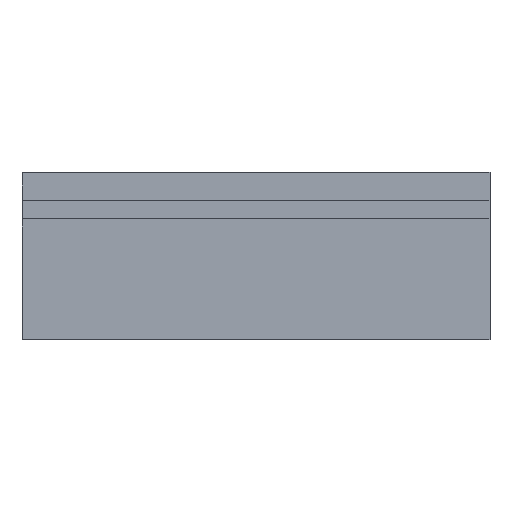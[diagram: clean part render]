
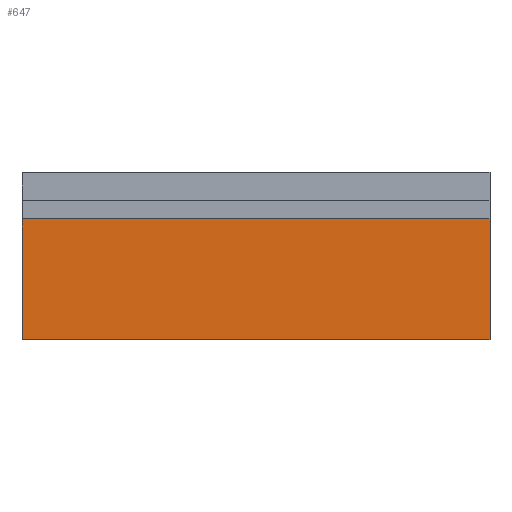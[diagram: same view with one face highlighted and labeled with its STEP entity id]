
A CAD part, front view. The second image highlights one B-rep face of the part: STEP entity #647.
In plain terms, the highlighted planar face has unit normal (0, -1, 0).
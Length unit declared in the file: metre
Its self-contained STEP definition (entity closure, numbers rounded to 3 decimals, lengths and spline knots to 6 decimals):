
#105=FACE_OUTER_BOUND('',#156,.T.);
#156=EDGE_LOOP('',(#586,#587,#588,#589));
#166=LINE('',#929,#228);
#189=LINE('',#981,#251);
#207=LINE('',#1027,#269);
#218=LINE('',#1083,#280);
#228=VECTOR('',#741,0.01);
#251=VECTOR('',#772,0.01);
#269=VECTOR('',#828,0.01);
#280=VECTOR('',#901,0.01);
#288=VERTEX_POINT('',#926);
#289=VERTEX_POINT('',#928);
#313=VERTEX_POINT('',#978);
#314=VERTEX_POINT('',#980);
#347=EDGE_CURVE('',#289,#288,#166,.T.);
#373=EDGE_CURVE('',#313,#314,#189,.T.);
#396=EDGE_CURVE('',#314,#288,#207,.T.);
#421=EDGE_CURVE('',#313,#289,#218,.T.);
#586=ORIENTED_EDGE('',*,*,#347,.T.);
#587=ORIENTED_EDGE('',*,*,#396,.F.);
#588=ORIENTED_EDGE('',*,*,#373,.F.);
#589=ORIENTED_EDGE('',*,*,#421,.T.);
#611=PLANE('',#720);
#647=ADVANCED_FACE('',(#105),#611,.T.);
#720=AXIS2_PLACEMENT_3D('',#1084,#902,#903);
#741=DIRECTION('',(0.,0.,-1.));
#772=DIRECTION('',(0.,0.,-1.));
#828=DIRECTION('',(-1.,0.,0.));
#901=DIRECTION('',(-1.,0.,0.));
#902=DIRECTION('center_axis',(0.,-1.,0.));
#903=DIRECTION('ref_axis',(-1.,0.,0.));
#926=CARTESIAN_POINT('',(-0.011674,-0.590977,-0.14594));
#928=CARTESIAN_POINT('',(-0.011674,-0.590977,-0.136034));
#929=CARTESIAN_POINT('',(-0.011674,-0.590977,-0.130383));
#978=CARTESIAN_POINT('',(0.026745,-0.590977,-0.136034));
#980=CARTESIAN_POINT('',(0.026745,-0.590977,-0.14594));
#981=CARTESIAN_POINT('',(0.026745,-0.590977,-0.13959));
#1027=CARTESIAN_POINT('',(-0.009255,-0.590977,-0.14594));
#1083=CARTESIAN_POINT('',(-0.009255,-0.590977,-0.136034));
#1084=CARTESIAN_POINT('Origin',(0.026745,-0.590977,-0.13959));
